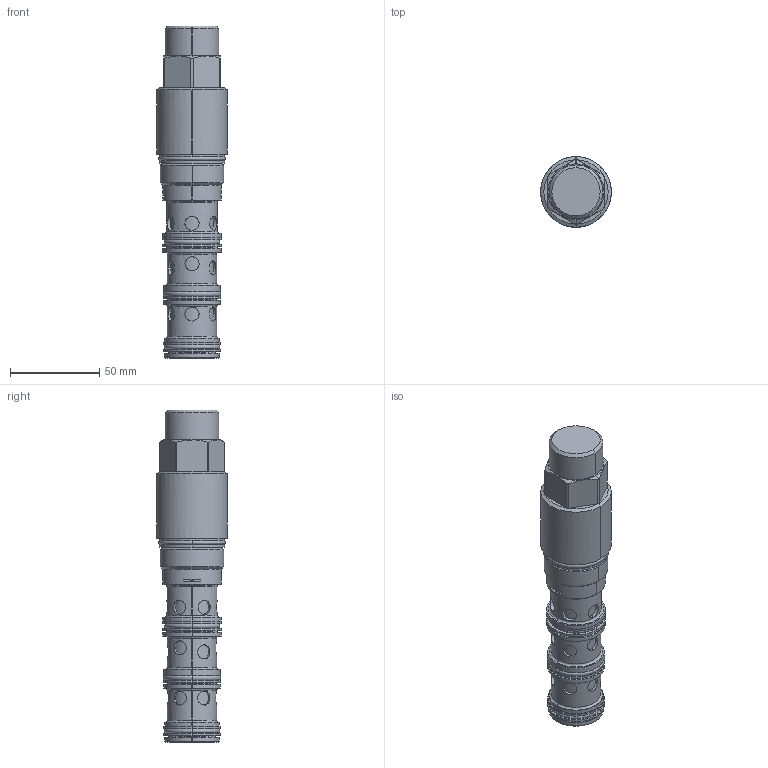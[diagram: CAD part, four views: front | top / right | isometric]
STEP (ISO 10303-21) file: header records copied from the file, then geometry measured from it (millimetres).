
FILE_DESCRIPTION((''),'2;1');
FILE_NAME('DSGSXCN_SW_PRT','2019-05-13T',('charlief'),(''),'PRO/ENGINEER BY PARAMETRIC TECHNOLOGY CORPORATION, 2016010','PRO/ENGINEER BY PARAMETRIC TECHNOLOGY CORPORATION, 2016010','');
FILE_SCHEMA(('CONFIG_CONTROL_DESIGN'));
Products named in the file (1): DSGSXCN_SW_PRT
Bounding box: 39.6 x 39.6 x 186.18 mm (x, y, z)
Surface area: 38100.9 mm2 (no closed solid volume)
Topology: 0 solids, 0 shells, 310 faces, 1358 edges, 1332 vertices
Faces by surface type: bspline 253, torus 57
Entity records: 52484 total; most frequent: CARTESIAN_POINT 40438, DIRECTION 2010, TRIMMED_CURVE 1532, DEFINITIONAL_REPRESENTATION 1308, PCURVE 1308, COMPOSITE_CURVE_SEGMENT 1308, VECTOR 1168, LINE 1168
